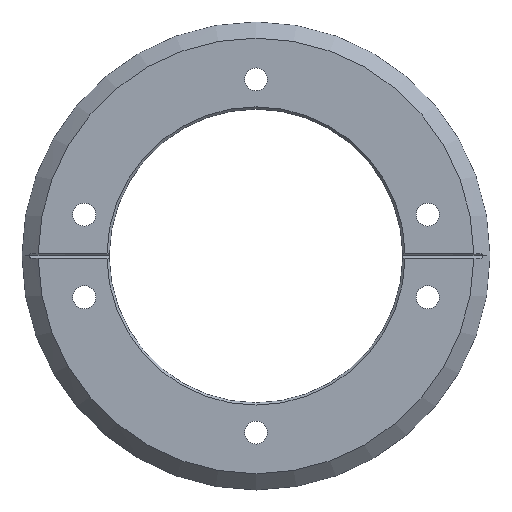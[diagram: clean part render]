
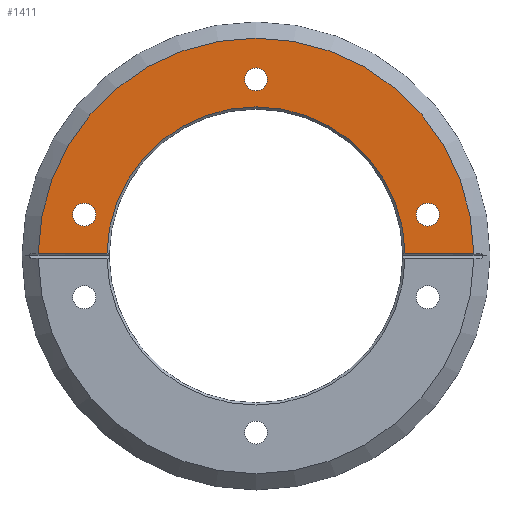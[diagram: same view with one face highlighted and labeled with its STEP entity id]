
A CAD part, top view. The second image highlights one B-rep face of the part: STEP entity #1411.
In plain terms, the highlighted planar face has unit normal (0, 0, 1).
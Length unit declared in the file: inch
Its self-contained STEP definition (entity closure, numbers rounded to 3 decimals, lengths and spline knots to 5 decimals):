
#24 = DIRECTION ( 'NONE',  ( 0., 0., 1. ) ) ;
#48 = EDGE_CURVE ( 'NONE', #712, #191, #354, .T. ) ;
#80 = AXIS2_PLACEMENT_3D ( 'NONE', #591, #1021, #212 ) ;
#81 = DIRECTION ( 'NONE',  ( 1., 0., 0. ) ) ;
#94 = CARTESIAN_POINT ( 'NONE',  ( 0., 0.03125, 0. ) ) ;
#136 = EDGE_CURVE ( 'NONE', #191, #765, #511, .T. ) ;
#177 = EDGE_LOOP ( 'NONE', ( #982, #412 ) ) ;
#191 = VERTEX_POINT ( 'NONE', #1399 ) ;
#205 = PLANE ( 'NONE',  #80 ) ;
#212 = DIRECTION ( 'NONE',  ( 0., 1., 0. ) ) ;
#223 = AXIS2_PLACEMENT_3D ( 'NONE', #499, #950, #1051 ) ;
#260 = CARTESIAN_POINT ( 'NONE',  ( -0.15625, 2.40625, 0. ) ) ;
#299 = CIRCLE ( 'NONE', #223, 2.03125 ) ;
#305 = EDGE_CURVE ( 'NONE', #600, #1228, #942, .T. ) ;
#347 = CARTESIAN_POINT ( 'NONE',  ( 2.18333, 0.5625, 0. ) ) ;
#354 = LINE ( 'NONE', #94, #491 ) ;
#391 = VERTEX_POINT ( 'NONE', #1470 ) ;
#412 = ORIENTED_EDGE ( 'NONE', *, *, #424, .F. ) ;
#419 = ORIENTED_EDGE ( 'NONE', *, *, #520, .T. ) ;
#420 = DIRECTION ( 'NONE',  ( 0., 0., 1. ) ) ;
#424 = EDGE_CURVE ( 'NONE', #1228, #600, #459, .T. ) ;
#454 = CARTESIAN_POINT ( 'NONE',  ( 0., 0.03125, 0. ) ) ;
#459 = CIRCLE ( 'NONE', #986, 0.15625 ) ;
#480 = ORIENTED_EDGE ( 'NONE', *, *, #48, .T. ) ;
#483 = DIRECTION ( 'NONE',  ( 1., 0., 0. ) ) ;
#491 = VECTOR ( 'NONE', #556, 39.37008 ) ;
#499 = CARTESIAN_POINT ( 'NONE',  ( 0., 0., 0. ) ) ;
#503 = CIRCLE ( 'NONE', #1425, 0.15625 ) ;
#511 = CIRCLE ( 'NONE', #1398, 2.9675 ) ;
#520 = EDGE_CURVE ( 'NONE', #765, #391, #1046, .T. ) ;
#521 = EDGE_LOOP ( 'NONE', ( #846, #419, #1408, #480 ) ) ;
#536 = VERTEX_POINT ( 'NONE', #1168 ) ;
#556 = DIRECTION ( 'NONE',  ( 1., 0., 0. ) ) ;
#581 = VECTOR ( 'NONE', #790, 39.37008 ) ;
#585 = EDGE_CURVE ( 'NONE', #1430, #536, #1300, .T. ) ;
#591 = CARTESIAN_POINT ( 'NONE',  ( 0., 2., 0. ) ) ;
#600 = VERTEX_POINT ( 'NONE', #824 ) ;
#664 = DIRECTION ( 'NONE',  ( 0., 0., 1. ) ) ;
#668 = DIRECTION ( 'NONE',  ( 1., 0., 0. ) ) ;
#677 = ORIENTED_EDGE ( 'NONE', *, *, #1423, .F. ) ;
#682 = CARTESIAN_POINT ( 'NONE',  ( 0., 2.40625, 0. ) ) ;
#712 = VERTEX_POINT ( 'NONE', #1358 ) ;
#730 = AXIS2_PLACEMENT_3D ( 'NONE', #1405, #1290, #483 ) ;
#765 = VERTEX_POINT ( 'NONE', #1343 ) ;
#790 = DIRECTION ( 'NONE',  ( 1., 0., 0. ) ) ;
#806 = FACE_BOUND ( 'NONE', #1116, .T. ) ;
#824 = CARTESIAN_POINT ( 'NONE',  ( -2.18333, 0.5625, 0. ) ) ;
#846 = ORIENTED_EDGE ( 'NONE', *, *, #136, .T. ) ;
#856 = VERTEX_POINT ( 'NONE', #260 ) ;
#867 = ORIENTED_EDGE ( 'NONE', *, *, #1030, .F. ) ;
#910 = VERTEX_POINT ( 'NONE', #1403 ) ;
#913 = CARTESIAN_POINT ( 'NONE',  ( 0., 2.40625, 0. ) ) ;
#942 = CIRCLE ( 'NONE', #1004, 0.15625 ) ;
#950 = DIRECTION ( 'NONE',  ( 0., 0., 1. ) ) ;
#969 = DIRECTION ( 'NONE',  ( 1., 0., 0. ) ) ;
#982 = ORIENTED_EDGE ( 'NONE', *, *, #305, .F. ) ;
#986 = AXIS2_PLACEMENT_3D ( 'NONE', #1013, #1478, #668 ) ;
#1003 = CARTESIAN_POINT ( 'NONE',  ( 2.33958, 0.5625, 0. ) ) ;
#1004 = AXIS2_PLACEMENT_3D ( 'NONE', #1113, #1319, #81 ) ;
#1010 = FACE_BOUND ( 'NONE', #177, .T. ) ;
#1013 = CARTESIAN_POINT ( 'NONE',  ( -2.33958, 0.5625, 0. ) ) ;
#1021 = DIRECTION ( 'NONE',  ( 0., 0., -1. ) ) ;
#1030 = EDGE_CURVE ( 'NONE', #856, #910, #1378, .T. ) ;
#1046 = LINE ( 'NONE', #454, #581 ) ;
#1051 = DIRECTION ( 'NONE',  ( 1., 0., 0. ) ) ;
#1110 = EDGE_LOOP ( 'NONE', ( #677, #867 ) ) ;
#1113 = CARTESIAN_POINT ( 'NONE',  ( -2.33958, 0.5625, 0. ) ) ;
#1116 = EDGE_LOOP ( 'NONE', ( #1160, #1193 ) ) ;
#1123 = DIRECTION ( 'NONE',  ( 1., 0., 0. ) ) ;
#1137 = AXIS2_PLACEMENT_3D ( 'NONE', #682, #1152, #1357 ) ;
#1140 = AXIS2_PLACEMENT_3D ( 'NONE', #1003, #420, #1336 ) ;
#1152 = DIRECTION ( 'NONE',  ( 0., 0., 1. ) ) ;
#1160 = ORIENTED_EDGE ( 'NONE', *, *, #1333, .F. ) ;
#1168 = CARTESIAN_POINT ( 'NONE',  ( 2.49583, 0.5625, 0. ) ) ;
#1173 = CIRCLE ( 'NONE', #1140, 0.15625 ) ;
#1193 = ORIENTED_EDGE ( 'NONE', *, *, #585, .F. ) ;
#1205 = EDGE_CURVE ( 'NONE', #712, #391, #299, .T. ) ;
#1228 = VERTEX_POINT ( 'NONE', #1419 ) ;
#1271 = FACE_OUTER_BOUND ( 'NONE', #521, .T. ) ;
#1290 = DIRECTION ( 'NONE',  ( 0., 0., 1. ) ) ;
#1300 = CIRCLE ( 'NONE', #730, 0.15625 ) ;
#1319 = DIRECTION ( 'NONE',  ( 0., 0., 1. ) ) ;
#1333 = EDGE_CURVE ( 'NONE', #536, #1430, #1173, .T. ) ;
#1336 = DIRECTION ( 'NONE',  ( 1., 0., 0. ) ) ;
#1343 = CARTESIAN_POINT ( 'NONE',  ( -2.96734, 0.03125, 0. ) ) ;
#1357 = DIRECTION ( 'NONE',  ( 1., 0., 0. ) ) ;
#1358 = CARTESIAN_POINT ( 'NONE',  ( 2.03101, 0.03125, 0. ) ) ;
#1378 = CIRCLE ( 'NONE', #1137, 0.15625 ) ;
#1398 = AXIS2_PLACEMENT_3D ( 'NONE', #1415, #24, #969 ) ;
#1399 = CARTESIAN_POINT ( 'NONE',  ( 2.96734, 0.03125, 0. ) ) ;
#1403 = CARTESIAN_POINT ( 'NONE',  ( 0.15625, 2.40625, 0. ) ) ;
#1405 = CARTESIAN_POINT ( 'NONE',  ( 2.33958, 0.5625, 0. ) ) ;
#1408 = ORIENTED_EDGE ( 'NONE', *, *, #1205, .F. ) ;
#1411 = ADVANCED_FACE ( 'NONE', ( #1010, #1482, #806, #1271 ), #205, .F. ) ;
#1415 = CARTESIAN_POINT ( 'NONE',  ( 0., 0., 0. ) ) ;
#1419 = CARTESIAN_POINT ( 'NONE',  ( -2.49583, 0.5625, 0. ) ) ;
#1423 = EDGE_CURVE ( 'NONE', #910, #856, #503, .T. ) ;
#1425 = AXIS2_PLACEMENT_3D ( 'NONE', #913, #664, #1123 ) ;
#1430 = VERTEX_POINT ( 'NONE', #347 ) ;
#1470 = CARTESIAN_POINT ( 'NONE',  ( -2.03101, 0.03125, 0. ) ) ;
#1478 = DIRECTION ( 'NONE',  ( 0., 0., 1. ) ) ;
#1482 = FACE_BOUND ( 'NONE', #1110, .T. ) ;
